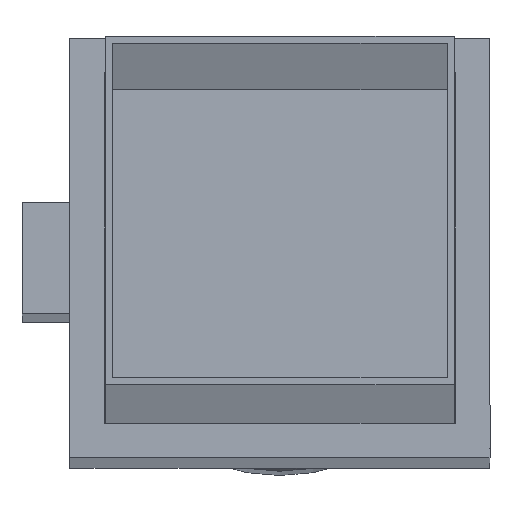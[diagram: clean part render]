
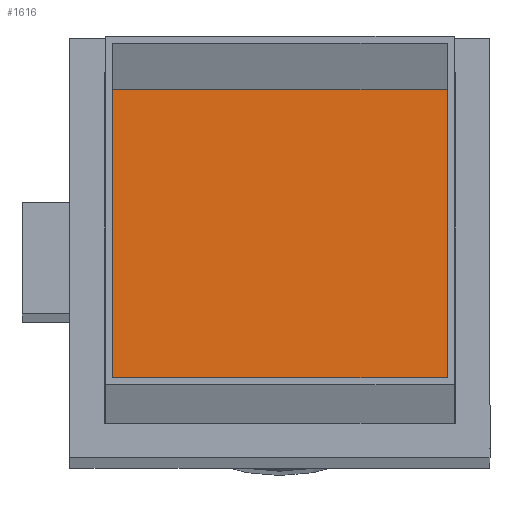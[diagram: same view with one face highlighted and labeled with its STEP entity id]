
A CAD part, front view. The second image highlights one B-rep face of the part: STEP entity #1616.
In plain terms, the highlighted face is planar.
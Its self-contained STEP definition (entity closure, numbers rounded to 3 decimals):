
#180=PLANE('',#1895);
#259=FACE_OUTER_BOUND('',#390,.T.);
#390=EDGE_LOOP('',(#1458,#1459,#1460,#1461));
#519=LINE('',#2782,#667);
#523=LINE('',#2790,#671);
#526=LINE('',#2796,#674);
#529=LINE('',#2801,#677);
#667=VECTOR('',#2281,10.);
#671=VECTOR('',#2287,10.);
#674=VECTOR('',#2292,10.);
#677=VECTOR('',#2297,10.);
#876=VERTEX_POINT('',#2780);
#877=VERTEX_POINT('',#2781);
#880=VERTEX_POINT('',#2789);
#882=VERTEX_POINT('',#2795);
#1063=EDGE_CURVE('',#876,#877,#519,.T.);
#1067=EDGE_CURVE('',#880,#876,#523,.T.);
#1070=EDGE_CURVE('',#877,#882,#526,.T.);
#1073=EDGE_CURVE('',#882,#880,#529,.T.);
#1458=ORIENTED_EDGE('',*,*,#1067,.T.);
#1459=ORIENTED_EDGE('',*,*,#1063,.T.);
#1460=ORIENTED_EDGE('',*,*,#1070,.T.);
#1461=ORIENTED_EDGE('',*,*,#1073,.T.);
#1616=ADVANCED_FACE('',(#259),#180,.T.);
#1895=AXIS2_PLACEMENT_3D('',#2830,#2325,#2326);
#2281=DIRECTION('',(1.,0.,0.));
#2287=DIRECTION('',(0.,0.,-1.));
#2292=DIRECTION('',(0.,0.,1.));
#2297=DIRECTION('',(-1.,0.,0.));
#2325=DIRECTION('center_axis',(0.,-1.,0.));
#2326=DIRECTION('ref_axis',(0.,0.,-1.));
#2780=CARTESIAN_POINT('',(-25.15,-5.,-39.65));
#2781=CARTESIAN_POINT('',(25.15,-5.,-39.65));
#2782=CARTESIAN_POINT('',(12.575,-5.,-39.65));
#2789=CARTESIAN_POINT('',(-25.15,-5.,10.65));
#2790=CARTESIAN_POINT('',(-25.15,-5.,-27.075));
#2795=CARTESIAN_POINT('',(25.15,-5.,10.65));
#2796=CARTESIAN_POINT('',(25.15,-5.,-1.925));
#2801=CARTESIAN_POINT('',(-12.575,-5.,10.65));
#2830=CARTESIAN_POINT('Origin',(0.,-5.,-14.5));
